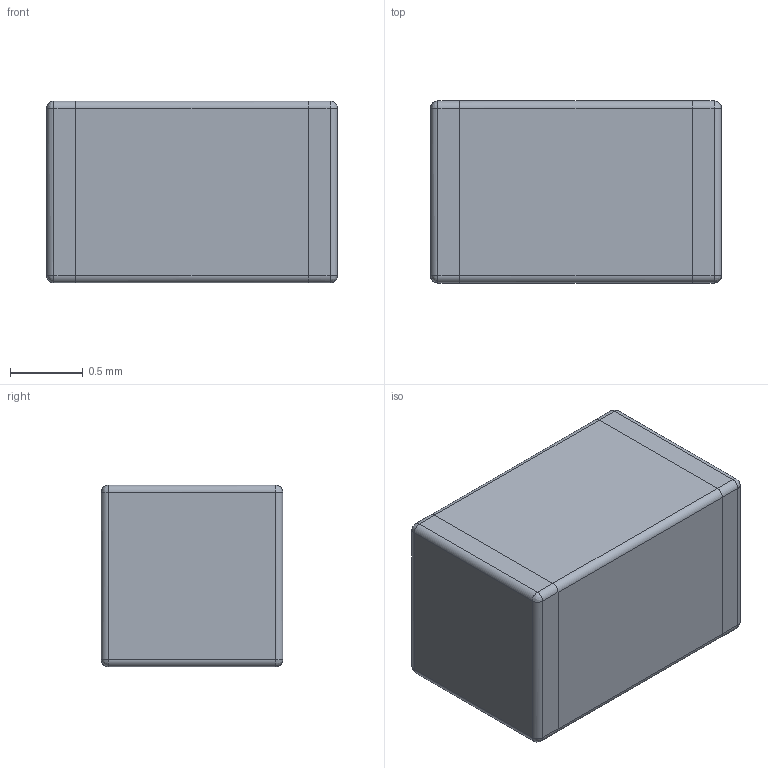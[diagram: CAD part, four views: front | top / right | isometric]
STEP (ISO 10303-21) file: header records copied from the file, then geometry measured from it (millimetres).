
FILE_DESCRIPTION(/* description */ (''),/* implementation_level */ '2;1');
FILE_NAME(/* name */ 'CAP_0805',/* time_stamp */ '2022-09-11T17:29:21-04:00',/* author */ (''),/* organization */ (''),/* preprocessor_version */ 'ST-DEVELOPER v16.5',/* originating_system */ 'Rhino 7.19',/* authorisation */ '');
FILE_SCHEMA (('AUTOMOTIVE_DESIGN'));
Length unit declared in the file: millimetre
Products named in the file (1): Document
Bounding box: 2 x 1.25 x 1.25 mm (x, y, z)
Surface area: 12.7 mm2 (no closed solid volume)
Topology: 0 solids, 3 shells, 42 faces, 96 edges, 56 vertices
Faces by surface type: cylinder 20, plane 14, bspline 8
Entity records: 1096 total; most frequent: CARTESIAN_POINT 444, ORIENTED_EDGE 160, EDGE_CURVE 96, B_SPLINE_CURVE_WITH_KNOTS 56, VERTEX_POINT 56, ADVANCED_FACE 42, FACE_OUTER_BOUND 42, EDGE_LOOP 42
